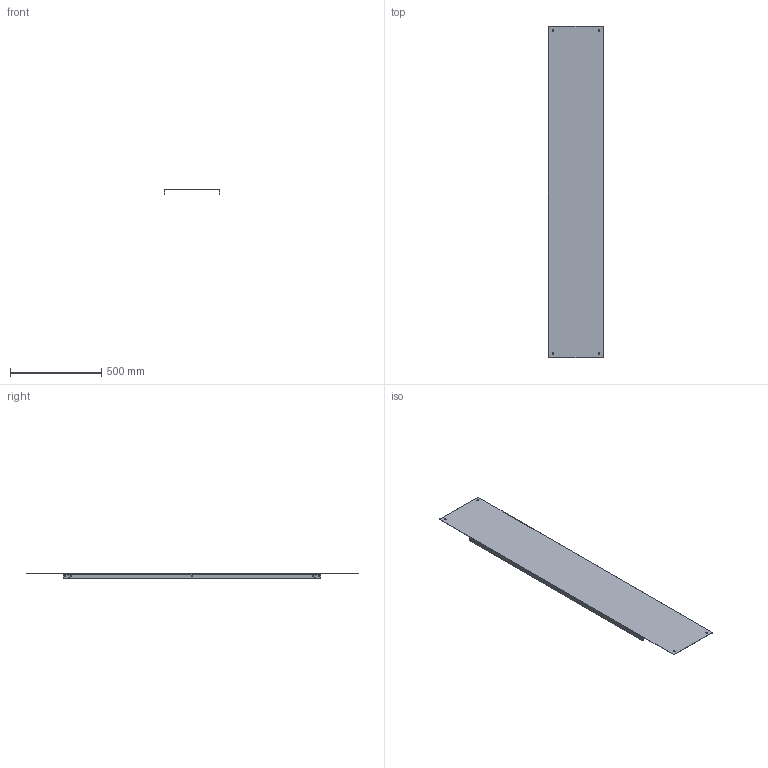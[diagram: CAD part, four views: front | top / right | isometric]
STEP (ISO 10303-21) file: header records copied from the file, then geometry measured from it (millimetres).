
FILE_DESCRIPTION (( 'STEP AP214' ), '1' );
FILE_NAME ('SCE-SK127280.STEP', '2022-08-31T13:35:29', ( '' ), ( '' ), 'SwSTEP 2.0', 'SolidWorks 2021', '' );
FILE_SCHEMA (( 'AUTOMOTIVE_DESIGN' ));
Length unit declared in the file: inch
Products named in the file (1): SCE-SK127280
Bounding box: 303.21 x 1822.45 x 25.4 mm (x, y, z)
Volume: 935786 mm3; surface area: 1235047.3 mm2
Topology: 1 solids, 1 shells, 64 faces, 178 edges, 116 vertices
Faces by surface type: plane 26, cylinder 26, bspline 12
Full cylindrical faces by diameter (mm): 7.137 x6
Entity records: 2354 total; most frequent: CARTESIAN_POINT 675, ORIENTED_EDGE 344, DIRECTION 314, EDGE_CURVE 172, VERTEX_POINT 116, AXIS2_PLACEMENT_3D 105, LINE 104, VECTOR 104
